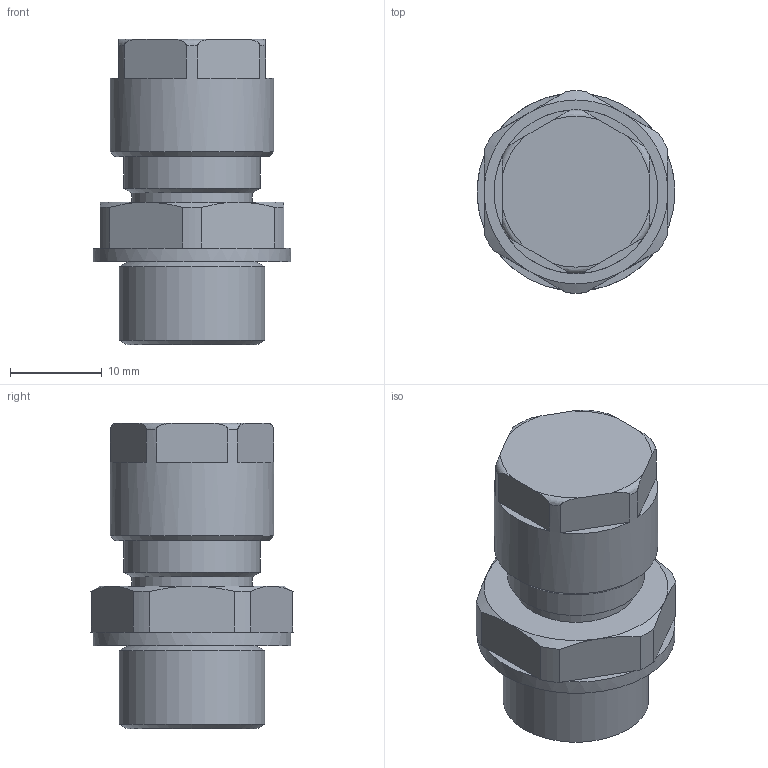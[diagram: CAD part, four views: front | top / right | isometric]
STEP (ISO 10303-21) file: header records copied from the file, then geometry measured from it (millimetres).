
FILE_DESCRIPTION(/* description */ (''),/* implementation_level */ '2;1');
FILE_NAME(/* name */ '501 321_Os M16.stp',/* time_stamp */ '2020-11-27T14:45:51+05:00',/* author */ ('jgandhi'),/* organization */ (''),/* preprocessor_version */ 'ST-DEVELOPER v18',/* originating_system */ 'Autodesk Inventor 2020',/* authorisation */ '');
FILE_SCHEMA (('AUTOMOTIVE_DESIGN { 1 0 10303 214 3 1 1 }'));
Length unit declared in the file: millimetre
Products named in the file (1): 501 321_Os M16
Bounding box: 21.5 x 21.99 x 33.2 mm (x, y, z)
Volume: 7860.7 mm3; surface area: 2775.2 mm2
Topology: 1 solids, 1 shells, 62 faces, 157 edges, 100 vertices
Faces by surface type: plane 35, cylinder 11, cone 10, torus 6
Full cylindrical faces by diameter (mm): 13.12 x1, 14.85 x1, 15.85 x1, 17.8 x1, 21.5 x1
Entity records: 2025 total; most frequent: CARTESIAN_POINT 468, DIRECTION 329, ORIENTED_EDGE 314, EDGE_CURVE 157, AXIS2_PLACEMENT_3D 133, VERTEX_POINT 100, CIRCLE 70, EDGE_LOOP 65
